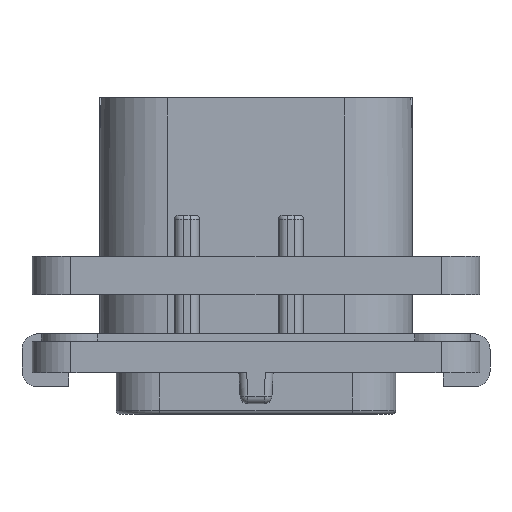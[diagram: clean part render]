
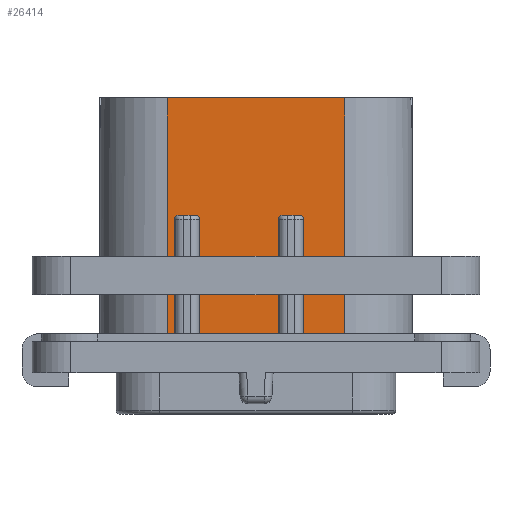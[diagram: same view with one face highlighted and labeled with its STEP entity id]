
A CAD part, front view. The second image highlights one B-rep face of the part: STEP entity #26414.
In plain terms, the highlighted planar face has unit normal (0, -1, 0).
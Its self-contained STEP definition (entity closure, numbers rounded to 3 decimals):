
#1176=DIRECTION('',(1.,0.,0.));
#1177=VECTOR('',#1176,11.4);
#1178=CARTESIAN_POINT('',(-5.7,-9.,17.67));
#1179=LINE('',#1178,#1177);
#5101=DIRECTION('',(1.,0.,0.));
#5102=VECTOR('',#5101,0.45);
#5103=CARTESIAN_POINT('',(-5.7,-9.,2.));
#5104=LINE('',#5103,#5102);
#5194=CARTESIAN_POINT('',(1.69,-9.,9.87));
#5195=DIRECTION('',(0.,1.,0.));
#5196=DIRECTION('',(-1.,0.,0.));
#5197=AXIS2_PLACEMENT_3D('',#5194,#5195,#5196);
#5229=DIRECTION('',(1.,0.,0.));
#5230=VECTOR('',#5229,5.09);
#5231=CARTESIAN_POINT('',(-3.65,-9.,2.));
#5232=LINE('',#5231,#5230);
#5275=CARTESIAN_POINT('',(-3.9,-9.,9.87));
#5276=DIRECTION('',(0.,1.,0.));
#5277=DIRECTION('',(0.,0.,1.));
#5278=AXIS2_PLACEMENT_3D('',#5275,#5276,#5277);
#5288=DIRECTION('',(0.,0.,1.));
#5289=VECTOR('',#5288,7.87);
#5290=CARTESIAN_POINT('',(3.04,-9.,2.));
#5291=LINE('',#5290,#5289);
#5292=DIRECTION('',(1.,0.,0.));
#5293=VECTOR('',#5292,1.1);
#5294=CARTESIAN_POINT('',(1.69,-9.,10.12));
#5295=LINE('',#5294,#5293);
#5296=DIRECTION('',(0.,0.,1.));
#5297=VECTOR('',#5296,7.87);
#5298=CARTESIAN_POINT('',(1.44,-9.,2.));
#5299=LINE('',#5298,#5297);
#5300=DIRECTION('',(0.,0.,1.));
#5301=VECTOR('',#5300,7.87);
#5302=CARTESIAN_POINT('',(-3.65,-9.,2.));
#5303=LINE('',#5302,#5301);
#5304=DIRECTION('',(1.,0.,0.));
#5305=VECTOR('',#5304,1.1);
#5306=CARTESIAN_POINT('',(-5.,-9.,10.12));
#5307=LINE('',#5306,#5305);
#5308=DIRECTION('',(0.,0.,1.));
#5309=VECTOR('',#5308,7.87);
#5310=CARTESIAN_POINT('',(-5.25,-9.,2.));
#5311=LINE('',#5310,#5309);
#5312=DIRECTION('',(0.,0.,-1.));
#5313=VECTOR('',#5312,15.67);
#5314=CARTESIAN_POINT('',(-5.7,-9.,17.67));
#5315=LINE('',#5314,#5313);
#5316=DIRECTION('',(0.,0.,-1.));
#5317=VECTOR('',#5316,15.67);
#5318=CARTESIAN_POINT('',(5.7,-9.,17.67));
#5319=LINE('',#5318,#5317);
#5333=CARTESIAN_POINT('',(2.79,-9.,9.87));
#5334=DIRECTION('',(0.,1.,0.));
#5335=DIRECTION('',(0.,0.,1.));
#5336=AXIS2_PLACEMENT_3D('',#5333,#5334,#5335);
#5383=DIRECTION('',(1.,0.,0.));
#5384=VECTOR('',#5383,2.66);
#5385=CARTESIAN_POINT('',(3.04,-9.,2.));
#5386=LINE('',#5385,#5384);
#9407=CARTESIAN_POINT('',(-5.,-9.,9.87));
#9408=DIRECTION('',(0.,1.,0.));
#9409=DIRECTION('',(-1.,0.,0.));
#9410=AXIS2_PLACEMENT_3D('',#9407,#9408,#9409);
#16379=CARTESIAN_POINT('',(-5.7,-9.,17.67));
#16380=CARTESIAN_POINT('',(-5.7,-9.,2.));
#16381=VERTEX_POINT('',#16379);
#16382=VERTEX_POINT('',#16380);
#16383=CARTESIAN_POINT('',(5.7,-9.,17.67));
#16384=CARTESIAN_POINT('',(5.7,-9.,2.));
#16385=VERTEX_POINT('',#16383);
#16386=VERTEX_POINT('',#16384);
#16537=CARTESIAN_POINT('',(-5.25,-9.,2.));
#16538=VERTEX_POINT('',#16537);
#16539=CARTESIAN_POINT('',(-3.65,-9.,2.));
#16540=CARTESIAN_POINT('',(1.44,-9.,2.));
#16541=VERTEX_POINT('',#16539);
#16542=VERTEX_POINT('',#16540);
#16543=CARTESIAN_POINT('',(3.04,-9.,2.));
#16544=VERTEX_POINT('',#16543);
#19000=CARTESIAN_POINT('',(-3.65,-9.,9.87));
#19002=VERTEX_POINT('',#19000);
#19004=CARTESIAN_POINT('',(-3.9,-9.,10.12));
#19006=VERTEX_POINT('',#19004);
#19027=CARTESIAN_POINT('',(-5.,-9.,10.12));
#19028=VERTEX_POINT('',#19027);
#19029=CARTESIAN_POINT('',(-5.25,-9.,9.87));
#19030=VERTEX_POINT('',#19029);
#19032=CARTESIAN_POINT('',(3.04,-9.,9.87));
#19034=VERTEX_POINT('',#19032);
#19036=CARTESIAN_POINT('',(2.79,-9.,10.12));
#19038=VERTEX_POINT('',#19036);
#19039=CARTESIAN_POINT('',(1.69,-9.,10.12));
#19041=VERTEX_POINT('',#19039);
#19043=CARTESIAN_POINT('',(1.44,-9.,9.87));
#19045=VERTEX_POINT('',#19043);
#26386=CARTESIAN_POINT('',(-10.05,-9.,2.));
#26387=DIRECTION('',(0.,-1.,0.));
#26388=DIRECTION('',(1.,0.,0.));
#26389=AXIS2_PLACEMENT_3D('',#26386,#26387,#26388);
#26390=PLANE('',#26389);
#26392=ORIENTED_EDGE('',*,*,#26391,.T.);
#26394=ORIENTED_EDGE('',*,*,#26393,.F.);
#26395=ORIENTED_EDGE('',*,*,#26229,.F.);
#26396=ORIENTED_EDGE('',*,*,#26261,.F.);
#26397=ORIENTED_EDGE('',*,*,#26276,.F.);
#26398=ORIENTED_EDGE('',*,*,#26306,.F.);
#26399=ORIENTED_EDGE('',*,*,#26379,.T.);
#26400=ORIENTED_EDGE('',*,*,#26368,.F.);
#26401=ORIENTED_EDGE('',*,*,#26354,.F.);
#26403=ORIENTED_EDGE('',*,*,#26402,.F.);
#26405=ORIENTED_EDGE('',*,*,#26404,.F.);
#26406=ORIENTED_EDGE('',*,*,#26117,.F.);
#26407=ORIENTED_EDGE('',*,*,#20566,.F.);
#26408=ORIENTED_EDGE('',*,*,#20751,.T.);
#26409=ORIENTED_EDGE('',*,*,#21009,.T.);
#26411=ORIENTED_EDGE('',*,*,#26410,.F.);
#26412=EDGE_LOOP('',(#26392,#26394,#26395,#26396,#26397,#26398,#26399,#26400,
#26401,#26403,#26405,#26406,#26407,#26408,#26409,#26411));
#26413=FACE_OUTER_BOUND('',#26412,.F.);
#26414=ADVANCED_FACE('',(#26413),#26390,.T.);
#5198=CIRCLE('',#5197,0.25);
#5279=CIRCLE('',#5278,0.25);
#5337=CIRCLE('',#5336,0.25);
#9411=CIRCLE('',#9410,0.25);
#20566=EDGE_CURVE('',#16381,#16382,#5315,.T.);
#20751=EDGE_CURVE('',#16381,#16385,#1179,.T.);
#21009=EDGE_CURVE('',#16385,#16386,#5319,.T.);
#26117=EDGE_CURVE('',#16382,#16538,#5104,.T.);
#26229=EDGE_CURVE('',#19041,#19038,#5295,.T.);
#26261=EDGE_CURVE('',#19045,#19041,#5198,.T.);
#26276=EDGE_CURVE('',#16542,#19045,#5299,.T.);
#26306=EDGE_CURVE('',#16541,#16542,#5232,.T.);
#26354=EDGE_CURVE('',#19028,#19006,#5307,.T.);
#26368=EDGE_CURVE('',#19006,#19002,#5279,.T.);
#26379=EDGE_CURVE('',#16541,#19002,#5303,.T.);
#26391=EDGE_CURVE('',#16544,#19034,#5291,.T.);
#26393=EDGE_CURVE('',#19038,#19034,#5337,.T.);
#26402=EDGE_CURVE('',#19030,#19028,#9411,.T.);
#26404=EDGE_CURVE('',#16538,#19030,#5311,.T.);
#26410=EDGE_CURVE('',#16544,#16386,#5386,.T.);
